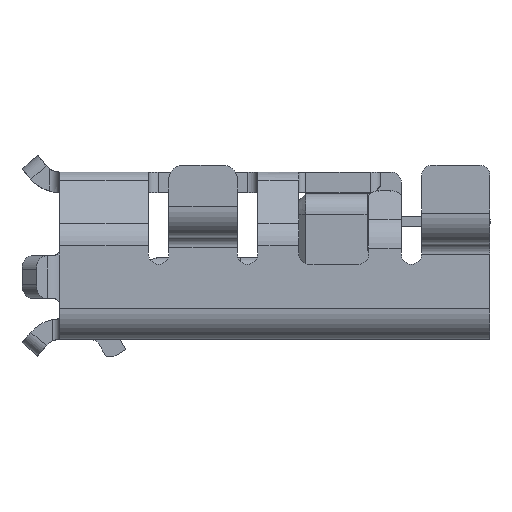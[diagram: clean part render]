
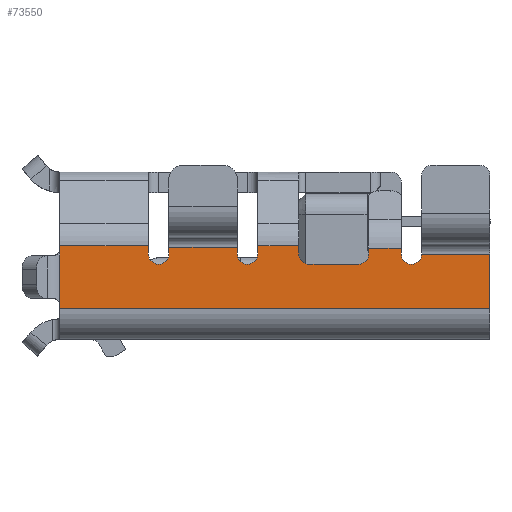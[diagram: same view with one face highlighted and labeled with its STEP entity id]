
A CAD part, front view. The second image highlights one B-rep face of the part: STEP entity #73550.
In plain terms, the highlighted face is planar.
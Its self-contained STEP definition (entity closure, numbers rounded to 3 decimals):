
#3660=CARTESIAN_POINT('',(3.75,-1.374,-2.925));
#3670=VERTEX_POINT('',#3660);
#3700=CARTESIAN_POINT('',(3.75,0.,-2.925));
#3710=DIRECTION('',(0.,1.,0.));
#3720=VECTOR('',#3710,1.);
#3730=LINE('',#3700,#3720);
#3740=CARTESIAN_POINT('',(3.75,-1.324,-2.925));
#3750=VERTEX_POINT('',#3740);
#3760=EDGE_CURVE('',#3670,#3750,#3730,.T.);
#7360=CARTESIAN_POINT('',(3.75,-1.374,1.225));
#7370=DIRECTION('',(0.,0.,1.));
#7380=VECTOR('',#7370,1.);
#7390=LINE('',#7360,#7380);
#7400=CARTESIAN_POINT('',(3.75,-1.374,-1.625));
#7410=VERTEX_POINT('',#7400);
#7420=EDGE_CURVE('',#3670,#7410,#7390,.T.);
#7700=CARTESIAN_POINT('',(3.75,-1.374,0.575));
#7710=VERTEX_POINT('',#7700);
#7740=CARTESIAN_POINT('',(3.75,-1.374,1.225));
#7750=DIRECTION('',(0.,0.,1.));
#7760=VECTOR('',#7750,1.);
#7770=LINE('',#7740,#7760);
#7780=CARTESIAN_POINT('',(3.75,-1.374,-0.025));
#7790=VERTEX_POINT('',#7780);
#7800=EDGE_CURVE('',#7790,#7710,#7770,.T.);
#10860=CARTESIAN_POINT('',(3.75,-1.1,0.725));
#10870=VERTEX_POINT('',#10860);
#10900=CARTESIAN_POINT('',(3.75,-1.25,0.725));
#10910=DIRECTION('',(1.,0.,0.));
#10920=DIRECTION('',(0.,-1.,0.));
#10930=AXIS2_PLACEMENT_3D('',#10900,#10910,#10920);
#10940=CIRCLE('',#10930,0.15);
#10950=CARTESIAN_POINT('',(3.75,-1.25,0.575));
#10960=VERTEX_POINT('',#10950);
#10970=EDGE_CURVE('',#10960,#10870,#10940,.T.);
#18510=CARTESIAN_POINT('',(3.75,-1.1,1.45));
#18520=VERTEX_POINT('',#18510);
#18550=CARTESIAN_POINT('',(3.75,-1.1,0.));
#18560=DIRECTION('',(0.,0.,-1.));
#18570=VECTOR('',#18560,1.);
#18580=LINE('',#18550,#18570);
#18590=EDGE_CURVE('',#18520,#10870,#18580,.T.);
#18700=CARTESIAN_POINT('',(3.75,0.,1.6));
#18710=DIRECTION('',(0.,-1.,0.));
#18720=VECTOR('',#18710,1.);
#18730=LINE('',#18700,#18720);
#18740=CARTESIAN_POINT('',(3.75,-1.25,1.6));
#18750=VERTEX_POINT('',#18740);
#18760=CARTESIAN_POINT('',(3.75,-1.336,1.6));
#18770=VERTEX_POINT('',#18760);
#18780=EDGE_CURVE('',#18750,#18770,#18730,.T.);
#19530=CARTESIAN_POINT('',(3.75,-1.324,
-2.925));
#19540=DIRECTION('',(0.,1.,0.));
#19550=VECTOR('',#19540,0.824);
#19560=LINE('',#19530,#19550);
#19570=CARTESIAN_POINT('',(3.75,-0.5,-2.925));
#19580=VERTEX_POINT('',#19570);
#19590=EDGE_CURVE('',#3750,#19580,#19560,.T.);
#22640=CARTESIAN_POINT('',(3.75,-1.25,-0.325));
#22650=VERTEX_POINT('',#22640);
#22680=CARTESIAN_POINT('',(3.75,0.,-0.325));
#22690=DIRECTION('',(0.,-1.,0.));
#22700=VECTOR('',#22690,1.);
#22710=LINE('',#22680,#22700);
#22720=CARTESIAN_POINT('',(3.75,-1.35,-0.325));
#22730=VERTEX_POINT('',#22720);
#22740=EDGE_CURVE('',#22650,#22730,#22710,.T.);
#24370=CARTESIAN_POINT('',(3.75,-0.45,3.375));
#24380=VERTEX_POINT('',#24370);
#24560=CARTESIAN_POINT('',(3.75,-0.45,-2.925));
#24570=VERTEX_POINT('',#24560);
#24600=CARTESIAN_POINT('',(3.75,-0.45,3.375));
#24610=DIRECTION('',(0.,0.,1.));
#24620=VECTOR('',#24610,1.);
#24630=LINE('',#24600,#24620);
#24640=EDGE_CURVE('',#24570,#24380,#24630,.T.);
#28210=CARTESIAN_POINT('',(3.75,-1.25,-1.625));
#28220=VERTEX_POINT('',#28210);
#28250=CARTESIAN_POINT('',(3.75,0.,-1.625));
#28260=DIRECTION('',(0.,-1.,0.));
#28270=VECTOR('',#28260,1.);
#28280=LINE('',#28250,#28270);
#28290=EDGE_CURVE('',#28220,#7410,#28280,.T.);
#32810=CARTESIAN_POINT('',(3.75,-1.35,-1.325));
#32820=VERTEX_POINT('',#32810);
#32850=CARTESIAN_POINT('',(3.75,0.,-1.325));
#32860=DIRECTION('',(0.,1.,0.));
#32870=VECTOR('',#32860,1.);
#32880=LINE('',#32850,#32870);
#32890=CARTESIAN_POINT('',(3.75,-1.25,-1.325));
#32900=VERTEX_POINT('',#32890);
#32910=EDGE_CURVE('',#32820,#32900,#32880,.T.);
#33290=CARTESIAN_POINT('',(3.75,-1.25,-1.475));
#33300=DIRECTION('',(1.,0.,0.));
#33310=DIRECTION('',(0.,-1.,0.));
#33320=AXIS2_PLACEMENT_3D('',#33290,#33300,#33310);
#33330=CIRCLE('',#33320,0.15);
#33340=CARTESIAN_POINT('',(3.75,-1.1,-1.475));
#33350=VERTEX_POINT('',#33340);
#33360=EDGE_CURVE('',#33350,#32900,#33330,.T.);
#35160=CARTESIAN_POINT('',(3.75,0.,-2.925));
#35170=DIRECTION('',(0.,1.,0.));
#35180=VECTOR('',#35170,1.);
#35190=LINE('',#35160,#35180);
#35200=EDGE_CURVE('',#19580,#24570,#35190,.T.);
#52550=CARTESIAN_POINT('',(3.75,-1.25,-0.025));
#52560=VERTEX_POINT('',#52550);
#52590=CARTESIAN_POINT('',(3.75,-1.25,-0.175));
#52600=DIRECTION('',(1.,0.,0.));
#52610=DIRECTION('',(0.,-1.,0.));
#52620=AXIS2_PLACEMENT_3D('',#52590,#52600,#52610);
#52630=CIRCLE('',#52620,0.15);
#52640=CARTESIAN_POINT('',(3.75,-1.1,-0.175));
#52650=VERTEX_POINT('',#52640);
#52660=EDGE_CURVE('',#52650,#52560,#52630,.T.);
#56690=CARTESIAN_POINT('',(3.75,-1.25,2.375));
#56700=VERTEX_POINT('',#56690);
#72640=CARTESIAN_POINT('',(3.75,-0.912,0.225));
#72650=DIRECTION('',(1.,0.,0.));
#72660=DIRECTION('',(0.,-1.,0.));
#72670=AXIS2_PLACEMENT_3D('',#72640,#72650,#72660);
#72680=PLANE('',#72670);
#72690=CARTESIAN_POINT('',(3.75,0.,2.075));
#72700=DIRECTION('',(0.,1.,0.));
#72710=VECTOR('',#72700,1.);
#72720=LINE('',#72690,#72710);
#72730=CARTESIAN_POINT('',(3.75,-1.336,2.075));
#72740=VERTEX_POINT('',#72730);
#72750=CARTESIAN_POINT('',(3.75,-1.25,2.075));
#72760=VERTEX_POINT('',#72750);
#72770=EDGE_CURVE('',#72740,#72760,#72720,.T.);
#72780=ORIENTED_EDGE('',*,*,#72770,.F.);
#72790=CARTESIAN_POINT('',(3.75,-1.25,2.225));
#72800=DIRECTION('',(1.,0.,0.));
#72810=DIRECTION('',(0.,-1.,0.));
#72820=AXIS2_PLACEMENT_3D('',#72790,#72800,#72810);
#72830=CIRCLE('',#72820,0.15);
#72840=CARTESIAN_POINT('',(3.75,-1.1,2.225));
#72850=VERTEX_POINT('',#72840);
#72860=EDGE_CURVE('',#72760,#72850,#72830,.T.);
#72870=ORIENTED_EDGE('',*,*,#72860,.F.);
#72880=EDGE_CURVE('',#72850,#56700,#72830,.T.);
#72890=ORIENTED_EDGE('',*,*,#72880,.F.);
#72900=CARTESIAN_POINT('',(3.75,-1.25,0.));
#72910=DIRECTION('',(0.,0.,1.));
#72920=VECTOR('',#72910,1.);
#72930=LINE('',#72900,#72920);
#72940=CARTESIAN_POINT('',(3.75,-1.25,3.375));
#72950=VERTEX_POINT('',#72940);
#72960=EDGE_CURVE('',#56700,#72950,#72930,.T.);
#72970=ORIENTED_EDGE('',*,*,#72960,.F.);
#72980=CARTESIAN_POINT('',(3.75,0.,3.375));
#72990=DIRECTION('',(0.,-1.,0.));
#73000=VECTOR('',#72990,1.);
#73010=LINE('',#72980,#73000);
#73020=EDGE_CURVE('',#24380,#72950,#73010,.T.);
#73030=ORIENTED_EDGE('',*,*,#73020,.T.);
#73040=ORIENTED_EDGE('',*,*,#24640,.T.);
#73050=ORIENTED_EDGE('',*,*,#35200,.T.);
#73060=ORIENTED_EDGE('',*,*,#19590,.T.);
#73070=ORIENTED_EDGE('',*,*,#3760,.T.);
#73080=ORIENTED_EDGE('',*,*,#7420,.F.);
#73090=ORIENTED_EDGE('',*,*,#28290,.T.);
#73100=EDGE_CURVE('',#28220,#33350,#33330,.T.);
#73110=ORIENTED_EDGE('',*,*,#73100,.F.);
#73120=ORIENTED_EDGE('',*,*,#33360,.F.);
#73130=ORIENTED_EDGE('',*,*,#32910,.T.);
#73140=CARTESIAN_POINT('',(3.75,-1.35,0.));
#73150=DIRECTION('',(0.,0.,1.));
#73160=VECTOR('',#73150,1.);
#73170=LINE('',#73140,#73160);
#73180=EDGE_CURVE('',#32820,#22730,#73170,.T.);
#73190=ORIENTED_EDGE('',*,*,#73180,.F.);
#73200=ORIENTED_EDGE('',*,*,#22740,.T.);
#73210=EDGE_CURVE('',#22650,#52650,#52630,.T.);
#73220=ORIENTED_EDGE('',*,*,#73210,.F.);
#73230=ORIENTED_EDGE('',*,*,#52660,.F.);
#73240=CARTESIAN_POINT('',(3.75,0.,-0.025));
#73250=DIRECTION('',(0.,1.,0.));
#73260=VECTOR('',#73250,1.);
#73270=LINE('',#73240,#73260);
#73280=EDGE_CURVE('',#7790,#52560,#73270,.T.);
#73290=ORIENTED_EDGE('',*,*,#73280,.T.);
#73300=ORIENTED_EDGE('',*,*,#7800,.F.);
#73310=CARTESIAN_POINT('',(3.75,0.,0.575));
#73320=DIRECTION('',(0.,-1.,0.));
#73330=VECTOR('',#73320,1.);
#73340=LINE('',#73310,#73330);
#73350=EDGE_CURVE('',#10960,#7710,#73340,.T.);
#73360=ORIENTED_EDGE('',*,*,#73350,.T.);
#73370=ORIENTED_EDGE('',*,*,#10970,.F.);
#73380=ORIENTED_EDGE('',*,*,#18590,.T.);
#73390=CARTESIAN_POINT('',(3.75,-1.25,1.45));
#73400=DIRECTION('',(1.,0.,0.));
#73410=DIRECTION('',(0.,-1.,0.));
#73420=AXIS2_PLACEMENT_3D('',#73390,#73400,#73410);
#73430=CIRCLE('',#73420,0.15);
#73440=EDGE_CURVE('',#18520,#18750,#73430,.T.);
#73450=ORIENTED_EDGE('',*,*,#73440,.F.);
#73460=ORIENTED_EDGE('',*,*,#18780,.F.);
#73470=CARTESIAN_POINT('',(3.75,-1.336,2.075));
#73480=DIRECTION('',(0.,0.,1.));
#73490=VECTOR('',#73480,1.);
#73500=LINE('',#73470,#73490);
#73510=EDGE_CURVE('',#18770,#72740,#73500,.T.);
#73520=ORIENTED_EDGE('',*,*,#73510,.F.);
#73530=EDGE_LOOP('',(#73520,#73460,#73450,#73380,#73370,#73360,#73300,
#73290,#73230,#73220,#73200,#73190,#73130,#73120,#73110,#73090,#73080,
#73070,#73060,#73050,#73040,#73030,#72970,#72890,#72870,#72780));
#73540=FACE_OUTER_BOUND('',#73530,.T.);
#73550=ADVANCED_FACE('',(#73540),#72680,.T.);
